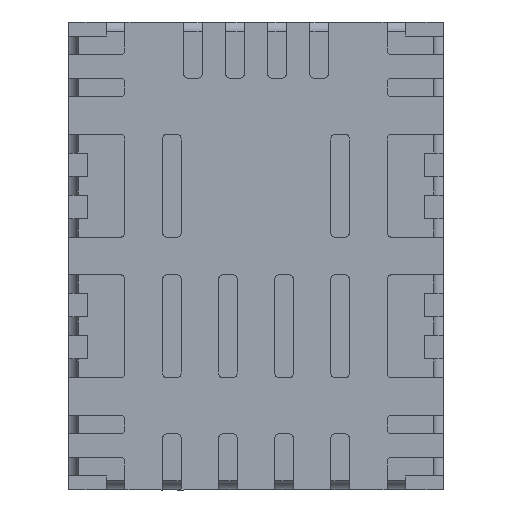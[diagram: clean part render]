
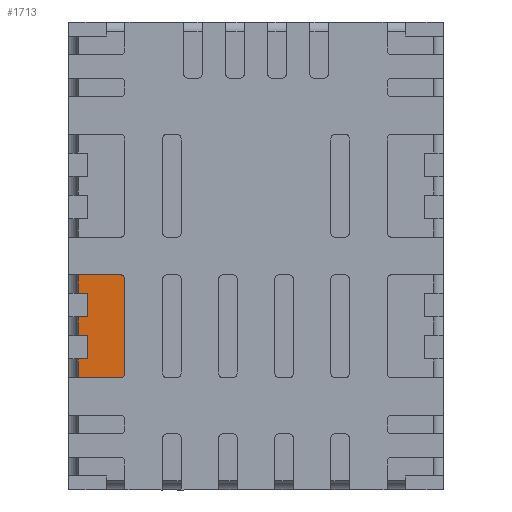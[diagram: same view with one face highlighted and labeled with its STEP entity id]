
A CAD part, front view. The second image highlights one B-rep face of the part: STEP entity #1713.
In plain terms, the highlighted planar face has unit normal (0, -1, 0).
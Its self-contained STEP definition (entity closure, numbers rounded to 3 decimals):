
#176 = EDGE_CURVE ( 'NONE', #14301, #15166, #13689, .T. ) ;
#271 = ORIENTED_EDGE ( 'NONE', *, *, #7691, .T. ) ;
#339 = LINE ( 'NONE', #6540, #5169 ) ;
#489 = ORIENTED_EDGE ( 'NONE', *, *, #4810, .T. ) ;
#720 = DIRECTION ( 'NONE',  ( 0., -1., 0. ) ) ;
#844 = FACE_OUTER_BOUND ( 'NONE', #10810, .T. ) ;
#1059 = CARTESIAN_POINT ( 'NONE',  ( -1.4, -0.025, -0.25 ) ) ;
#1133 = VECTOR ( 'NONE', #15691, 1000. ) ;
#1311 = LINE ( 'NONE', #4735, #2083 ) ;
#1573 = VERTEX_POINT ( 'NONE', #5780 ) ;
#1679 = EDGE_CURVE ( 'NONE', #6461, #11679, #11113, .T. ) ;
#1713 = ADVANCED_FACE ( 'NONE', ( #844 ), #9715, .T. ) ;
#1736 = AXIS2_PLACEMENT_3D ( 'NONE', #8181, #720, #14296 ) ;
#1887 = CARTESIAN_POINT ( 'NONE',  ( -1.45, -0.025, -1.3 ) ) ;
#1993 = ORIENTED_EDGE ( 'NONE', *, *, #4609, .T. ) ;
#2083 = VECTOR ( 'NONE', #12444, 1000. ) ;
#2230 = LINE ( 'NONE', #15907, #3584 ) ;
#2364 = EDGE_CURVE ( 'NONE', #2498, #6281, #10874, .T. ) ;
#2498 = VERTEX_POINT ( 'NONE', #3808 ) ;
#2580 = AXIS2_PLACEMENT_3D ( 'NONE', #8058, #11672, #3123 ) ;
#3016 = CARTESIAN_POINT ( 'NONE',  ( -1.9, -0.025, -2.5 ) ) ;
#3123 = DIRECTION ( 'NONE',  ( 0., 0., -1. ) ) ;
#3533 = CARTESIAN_POINT ( 'NONE',  ( -1.9, -0.025, -0.85 ) ) ;
#3584 = VECTOR ( 'NONE', #6269, 1000. ) ;
#3585 = CARTESIAN_POINT ( 'NONE',  ( -1.9, -0.025, -0.65 ) ) ;
#3644 = EDGE_CURVE ( 'NONE', #13366, #2498, #14273, .T. ) ;
#3667 = VERTEX_POINT ( 'NONE', #9581 ) ;
#3808 = CARTESIAN_POINT ( 'NONE',  ( -1.9, -0.025, -0.4 ) ) ;
#3884 = EDGE_CURVE ( 'NONE', #8889, #14301, #7496, .T. ) ;
#4201 = VECTOR ( 'NONE', #5552, 1000. ) ;
#4609 = EDGE_CURVE ( 'NONE', #7784, #3667, #2230, .T. ) ;
#4735 = CARTESIAN_POINT ( 'NONE',  ( -1.8, -0.025, -0.85 ) ) ;
#4810 = EDGE_CURVE ( 'NONE', #3667, #10038, #10174, .T. ) ;
#5169 = VECTOR ( 'NONE', #15210, 1000. ) ;
#5552 = DIRECTION ( 'NONE',  ( 0., 0., -1. ) ) ;
#5751 = CARTESIAN_POINT ( 'NONE',  ( -1.8, -0.025, -0.85 ) ) ;
#5780 = CARTESIAN_POINT ( 'NONE',  ( -1.8, -0.025, -0.65 ) ) ;
#6027 = VECTOR ( 'NONE', #10335, 1000. ) ;
#6133 = LINE ( 'NONE', #11694, #4201 ) ;
#6144 = DIRECTION ( 'NONE',  ( 0., -1., 0. ) ) ;
#6173 = DIRECTION ( 'NONE',  ( 0., 0., -1. ) ) ;
#6269 = DIRECTION ( 'NONE',  ( -1., 0., 0. ) ) ;
#6281 = VERTEX_POINT ( 'NONE', #8451 ) ;
#6461 = VERTEX_POINT ( 'NONE', #3533 ) ;
#6471 = CARTESIAN_POINT ( 'NONE',  ( -1.45, -0.025, -0.2 ) ) ;
#6484 = DIRECTION ( 'NONE',  ( -1., 0., 0. ) ) ;
#6540 = CARTESIAN_POINT ( 'NONE',  ( -2., -0.025, -1.3 ) ) ;
#6543 = CARTESIAN_POINT ( 'NONE',  ( -1.45, -0.025, -0.2 ) ) ;
#6643 = ORIENTED_EDGE ( 'NONE', *, *, #1679, .T. ) ;
#6861 = DIRECTION ( 'NONE',  ( 0., 0., -1. ) ) ;
#7182 = EDGE_CURVE ( 'NONE', #15757, #6461, #9054, .T. ) ;
#7241 = ORIENTED_EDGE ( 'NONE', *, *, #12582, .T. ) ;
#7309 = VECTOR ( 'NONE', #6173, 1000. ) ;
#7412 = EDGE_CURVE ( 'NONE', #11679, #7784, #1311, .T. ) ;
#7468 = CARTESIAN_POINT ( 'NONE',  ( -1.4, -0.025, -1.25 ) ) ;
#7496 = CIRCLE ( 'NONE', #1736, 0.05 ) ;
#7691 = EDGE_CURVE ( 'NONE', #6281, #1573, #6133, .T. ) ;
#7747 = CARTESIAN_POINT ( 'NONE',  ( -2., -0.025, -0.4 ) ) ;
#7784 = VERTEX_POINT ( 'NONE', #9313 ) ;
#7814 = VECTOR ( 'NONE', #13360, 1000. ) ;
#8058 = CARTESIAN_POINT ( 'NONE',  ( -1.45, -0.025, -0.25 ) ) ;
#8181 = CARTESIAN_POINT ( 'NONE',  ( -1.45, -0.025, -1.25 ) ) ;
#8451 = CARTESIAN_POINT ( 'NONE',  ( -1.8, -0.025, -0.4 ) ) ;
#8788 = ORIENTED_EDGE ( 'NONE', *, *, #9936, .T. ) ;
#8889 = VERTEX_POINT ( 'NONE', #1887 ) ;
#9054 = LINE ( 'NONE', #15455, #10032 ) ;
#9289 = DIRECTION ( 'NONE',  ( 0., 0., -1. ) ) ;
#9313 = CARTESIAN_POINT ( 'NONE',  ( -1.8, -0.025, -1.1 ) ) ;
#9355 = ORIENTED_EDGE ( 'NONE', *, *, #176, .T. ) ;
#9578 = CARTESIAN_POINT ( 'NONE',  ( -1.4, -0.025, -1.25 ) ) ;
#9581 = CARTESIAN_POINT ( 'NONE',  ( -1.9, -0.025, -1.1 ) ) ;
#9715 = PLANE ( 'NONE',  #14132 ) ;
#9936 = EDGE_CURVE ( 'NONE', #1573, #15757, #10693, .T. ) ;
#10032 = VECTOR ( 'NONE', #6861, 1000. ) ;
#10038 = VERTEX_POINT ( 'NONE', #14031 ) ;
#10174 = LINE ( 'NONE', #3016, #15967 ) ;
#10335 = DIRECTION ( 'NONE',  ( -1., 0., 0. ) ) ;
#10490 = VECTOR ( 'NONE', #15072, 1000. ) ;
#10519 = ORIENTED_EDGE ( 'NONE', *, *, #2364, .T. ) ;
#10621 = ORIENTED_EDGE ( 'NONE', *, *, #7182, .T. ) ;
#10693 = LINE ( 'NONE', #15093, #13554 ) ;
#10752 = CARTESIAN_POINT ( 'NONE',  ( -1.9, -0.025, -0.2 ) ) ;
#10810 = EDGE_LOOP ( 'NONE', ( #11133, #12044, #10519, #271, #8788, #10621, #6643, #14817, #1993, #489, #14270, #11484, #9355, #7241 ) ) ;
#10835 = VERTEX_POINT ( 'NONE', #6471 ) ;
#10874 = LINE ( 'NONE', #7747, #10490 ) ;
#11014 = CARTESIAN_POINT ( 'NONE',  ( -2., -0.025, -0.85 ) ) ;
#11113 = LINE ( 'NONE', #11014, #7814 ) ;
#11114 = CARTESIAN_POINT ( 'NONE',  ( -1.9, -0.025, -2.5 ) ) ;
#11133 = ORIENTED_EDGE ( 'NONE', *, *, #14688, .T. ) ;
#11157 = CIRCLE ( 'NONE', #2580, 0.05 ) ;
#11484 = ORIENTED_EDGE ( 'NONE', *, *, #3884, .T. ) ;
#11672 = DIRECTION ( 'NONE',  ( 0., -1., 0. ) ) ;
#11679 = VERTEX_POINT ( 'NONE', #5751 ) ;
#11694 = CARTESIAN_POINT ( 'NONE',  ( -1.8, -0.025, -0.4 ) ) ;
#12044 = ORIENTED_EDGE ( 'NONE', *, *, #3644, .T. ) ;
#12297 = CARTESIAN_POINT ( 'NONE',  ( -1.45, -0.025, -1.25 ) ) ;
#12444 = DIRECTION ( 'NONE',  ( 0., 0., -1. ) ) ;
#12461 = EDGE_CURVE ( 'NONE', #10038, #8889, #339, .T. ) ;
#12582 = EDGE_CURVE ( 'NONE', #15166, #10835, #11157, .T. ) ;
#13360 = DIRECTION ( 'NONE',  ( 1., 0., 0. ) ) ;
#13366 = VERTEX_POINT ( 'NONE', #10752 ) ;
#13554 = VECTOR ( 'NONE', #6484, 1000. ) ;
#13689 = LINE ( 'NONE', #9578, #1133 ) ;
#14031 = CARTESIAN_POINT ( 'NONE',  ( -1.9, -0.025, -1.3 ) ) ;
#14132 = AXIS2_PLACEMENT_3D ( 'NONE', #12297, #6144, #14810 ) ;
#14270 = ORIENTED_EDGE ( 'NONE', *, *, #12461, .T. ) ;
#14273 = LINE ( 'NONE', #11114, #7309 ) ;
#14296 = DIRECTION ( 'NONE',  ( 0., 0., -1. ) ) ;
#14301 = VERTEX_POINT ( 'NONE', #7468 ) ;
#14688 = EDGE_CURVE ( 'NONE', #10835, #13366, #15727, .T. ) ;
#14810 = DIRECTION ( 'NONE',  ( 0., 0., -1. ) ) ;
#14817 = ORIENTED_EDGE ( 'NONE', *, *, #7412, .T. ) ;
#15072 = DIRECTION ( 'NONE',  ( 1., 0., 0. ) ) ;
#15093 = CARTESIAN_POINT ( 'NONE',  ( -1.8, -0.025, -0.65 ) ) ;
#15166 = VERTEX_POINT ( 'NONE', #1059 ) ;
#15210 = DIRECTION ( 'NONE',  ( 1., 0., 0. ) ) ;
#15455 = CARTESIAN_POINT ( 'NONE',  ( -1.9, -0.025, -2.5 ) ) ;
#15691 = DIRECTION ( 'NONE',  ( 0., 0., 1. ) ) ;
#15727 = LINE ( 'NONE', #6543, #6027 ) ;
#15757 = VERTEX_POINT ( 'NONE', #3585 ) ;
#15907 = CARTESIAN_POINT ( 'NONE',  ( -1.8, -0.025, -1.1 ) ) ;
#15967 = VECTOR ( 'NONE', #9289, 1000. ) ;
